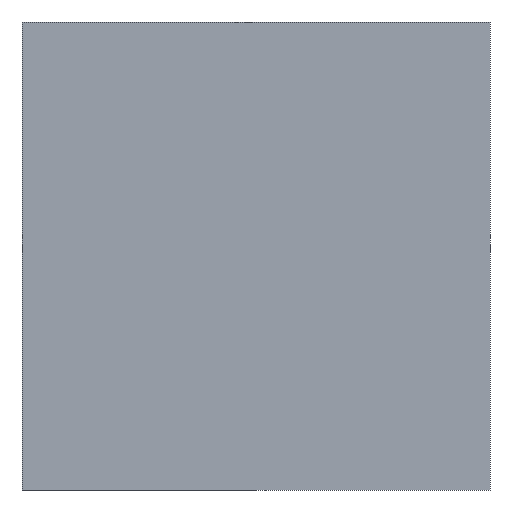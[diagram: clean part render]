
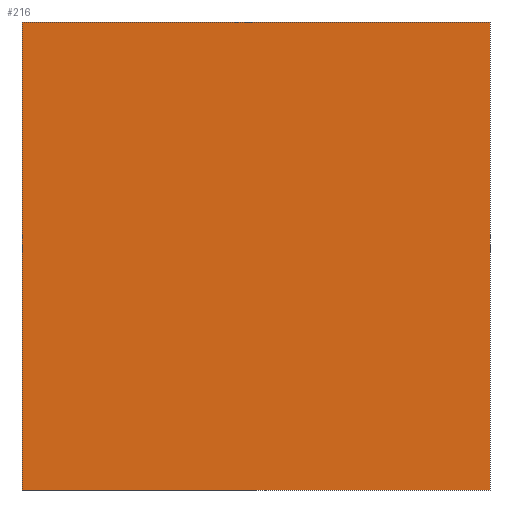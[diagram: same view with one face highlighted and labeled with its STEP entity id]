
A CAD part, left-side view. The second image highlights one B-rep face of the part: STEP entity #216.
In plain terms, the highlighted planar face has unit normal (-1, 0, 0).
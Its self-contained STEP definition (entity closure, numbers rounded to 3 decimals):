
#16 = EDGE_CURVE ( 'NONE', #81, #168, #181, .T. ) ;
#17 = LINE ( 'NONE', #249, #263 ) ;
#29 = ORIENTED_EDGE ( 'NONE', *, *, #16, .F. ) ;
#36 = DIRECTION ( 'NONE',  ( 1., 0., 0. ) ) ;
#42 = CARTESIAN_POINT ( 'NONE',  ( -50., 0., -50. ) ) ;
#44 = EDGE_CURVE ( 'NONE', #201, #81, #101, .T. ) ;
#52 = CARTESIAN_POINT ( 'NONE',  ( -50., 100., 50. ) ) ;
#81 = VERTEX_POINT ( 'NONE', #202 ) ;
#98 = AXIS2_PLACEMENT_3D ( 'NONE', #176, #36, #240 ) ;
#101 = LINE ( 'NONE', #52, #129 ) ;
#122 = ORIENTED_EDGE ( 'NONE', *, *, #317, .T. ) ;
#126 = VERTEX_POINT ( 'NONE', #42 ) ;
#128 = ORIENTED_EDGE ( 'NONE', *, *, #192, .T. ) ;
#129 = VECTOR ( 'NONE', #133, 1000. ) ;
#133 = DIRECTION ( 'NONE',  ( 0., 0., 1. ) ) ;
#156 = CARTESIAN_POINT ( 'NONE',  ( -50., 100., 50. ) ) ;
#168 = VERTEX_POINT ( 'NONE', #334 ) ;
#175 = CARTESIAN_POINT ( 'NONE',  ( -50., 100., -50. ) ) ;
#176 = CARTESIAN_POINT ( 'NONE',  ( -50., 100., 50. ) ) ;
#181 = LINE ( 'NONE', #156, #366 ) ;
#192 = EDGE_CURVE ( 'NONE', #201, #126, #17, .T. ) ;
#201 = VERTEX_POINT ( 'NONE', #175 ) ;
#202 = CARTESIAN_POINT ( 'NONE',  ( -50., 100., 50. ) ) ;
#216 = ADVANCED_FACE ( 'NONE', ( #343 ), #313, .F. ) ;
#240 = DIRECTION ( 'NONE',  ( 0., 0., -1. ) ) ;
#249 = CARTESIAN_POINT ( 'NONE',  ( -50., 100., -50. ) ) ;
#263 = VECTOR ( 'NONE', #357, 1000. ) ;
#269 = LINE ( 'NONE', #285, #362 ) ;
#272 = DIRECTION ( 'NONE',  ( 0., -1., 0. ) ) ;
#285 = CARTESIAN_POINT ( 'NONE',  ( -50., 0., 50. ) ) ;
#311 = DIRECTION ( 'NONE',  ( 0., 0., 1. ) ) ;
#313 = PLANE ( 'NONE',  #98 ) ;
#317 = EDGE_CURVE ( 'NONE', #126, #168, #269, .T. ) ;
#334 = CARTESIAN_POINT ( 'NONE',  ( -50., 0., 50. ) ) ;
#343 = FACE_OUTER_BOUND ( 'NONE', #354, .T. ) ;
#344 = ORIENTED_EDGE ( 'NONE', *, *, #44, .F. ) ;
#354 = EDGE_LOOP ( 'NONE', ( #122, #29, #344, #128 ) ) ;
#357 = DIRECTION ( 'NONE',  ( 0., -1., 0. ) ) ;
#362 = VECTOR ( 'NONE', #311, 1000. ) ;
#366 = VECTOR ( 'NONE', #272, 1000. ) ;
